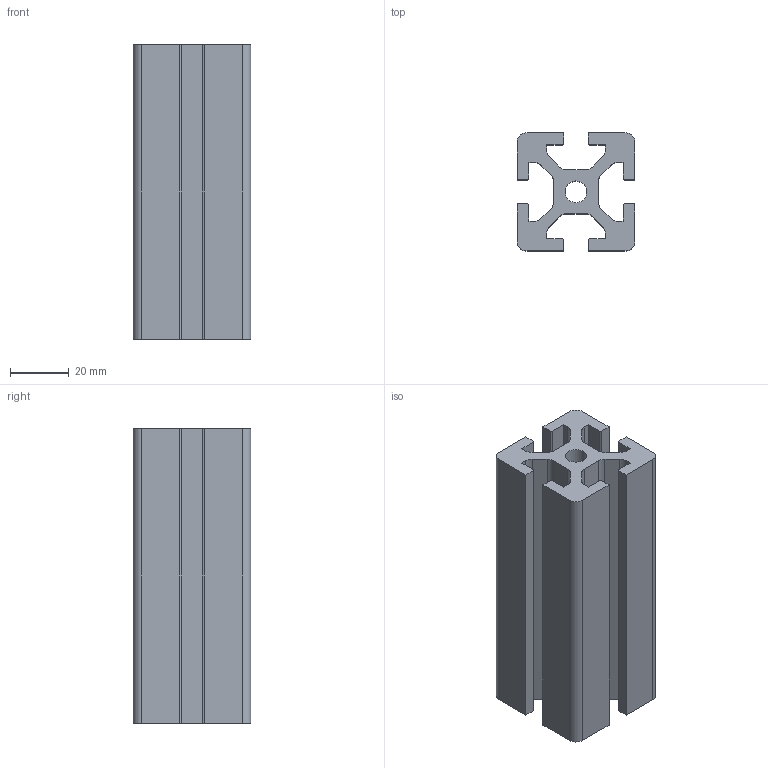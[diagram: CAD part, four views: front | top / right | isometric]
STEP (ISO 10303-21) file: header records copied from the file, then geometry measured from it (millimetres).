
FILE_DESCRIPTION((''),'2;1');
FILE_NAME('K_104040_100.stp','2013-02-18T10:42:20',('VeronikaF'),(''),'Autodesk Inventor 2011','Autodesk Inventor 2011','');
FILE_SCHEMA(('AUTOMOTIVE_DESIGN { 1 0 10303 214 1 1 1 1 }'));
Length unit declared in the file: millimetre
Products named in the file (1): 104040
Bounding box: 40 x 40 x 100 mm (x, y, z)
Volume: 85430.3 mm3; surface area: 36083.1 mm2
Topology: 1 solids, 1 shells, 75 faces, 219 edges, 146 vertices
Faces by surface type: plane 46, cylinder 29
Full cylindrical faces by diameter (mm): 7.4 x1
Entity records: 2516 total; most frequent: CARTESIAN_POINT 440, ORIENTED_EDGE 436, DIRECTION 428, EDGE_CURVE 218, VECTOR 160, LINE 160, VERTEX_POINT 146, AXIS2_PLACEMENT_3D 134
